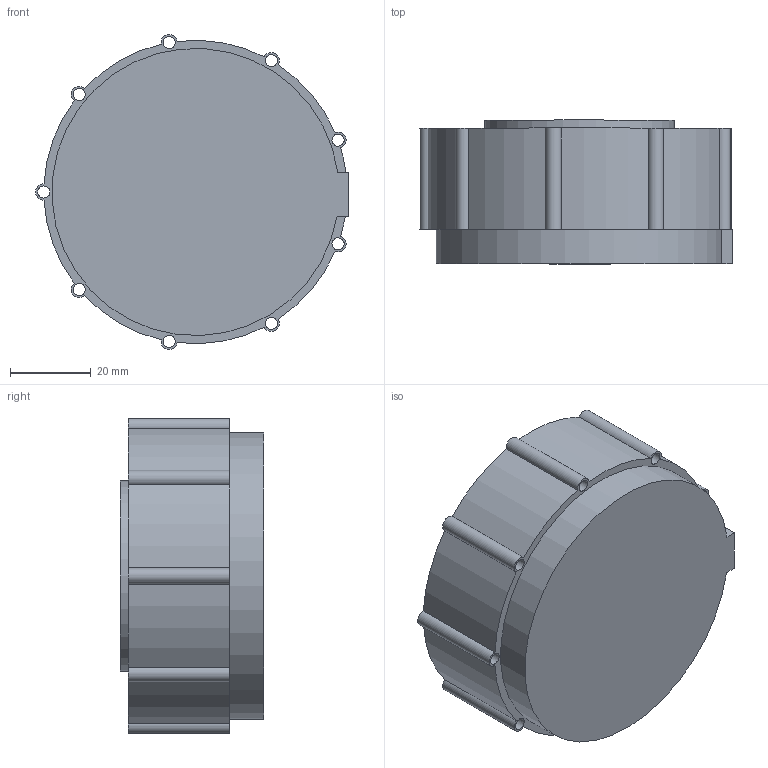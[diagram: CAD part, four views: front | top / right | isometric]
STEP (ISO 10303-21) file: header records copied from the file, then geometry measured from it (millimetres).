
FILE_DESCRIPTION(/* description */ (''),/* implementation_level */ '2;1');
FILE_NAME(/* name */ 'motor.stp',/* time_stamp */ '2023-10-11T16:43:57+09:00',/* author */ ('ludiw'),/* organization */ (''),/* preprocessor_version */ 'ST-DEVELOPER v19.2',/* originating_system */ 'Autodesk Inventor 2024',/* authorisation */ '');
FILE_SCHEMA (('AUTOMOTIVE_DESIGN { 1 0 10303 214 3 1 1 }'));
Length unit declared in the file: millimetre
Products named in the file (3): 部件1; cybergear壳; 轴承
Assembly tree (2 placements, depth 2):
  部件1
    cybergear壳
    轴承
Bounding box: 77.26 x 35.5 x 77.85 mm (x, y, z)
Volume: 146075.5 mm3; surface area: 26689.9 mm2
Topology: 2 solids, 2 shells, 81 faces, 218 edges, 169 vertices
Faces by surface type: cylinder 44, plane 37
Full cylindrical faces by diameter (mm): 1 x2, 3 x9, 4 x7, 4.1 x1, 14 x1, 15 x1, 42.97 x1, 43 x1, 45 x1, 47 x1
Entity records: 2824 total; most frequent: DIRECTION 517, CARTESIAN_POINT 468, ORIENTED_EDGE 426, EDGE_CURVE 213, AXIS2_PLACEMENT_3D 213, VERTEX_POINT 152, CIRCLE 127, EDGE_LOOP 117
